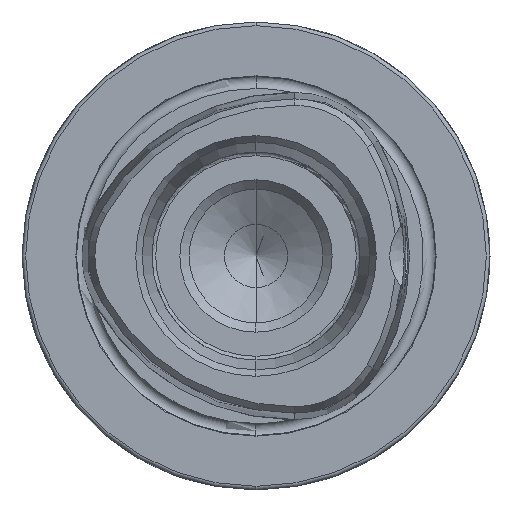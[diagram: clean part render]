
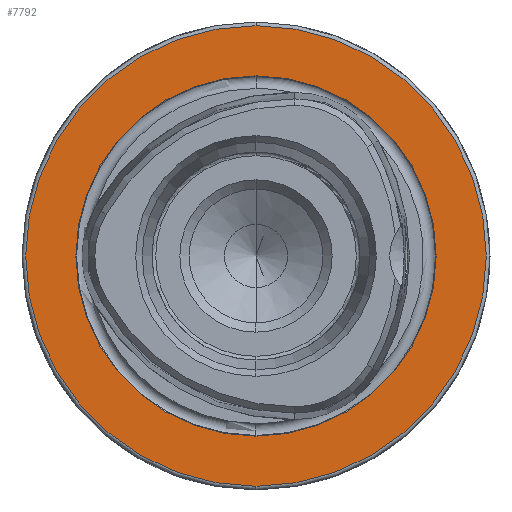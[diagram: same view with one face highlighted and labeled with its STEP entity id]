
A CAD part, left-side view. The second image highlights one B-rep face of the part: STEP entity #7792.
In plain terms, the highlighted planar face has unit normal (-1, 0, 0).
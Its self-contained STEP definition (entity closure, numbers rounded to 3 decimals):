
#364 = FACE_OUTER_BOUND ( 'NONE', #9007, .T. ) ;
#378 = FACE_BOUND ( 'NONE', #9060, .T. ) ;
#1253 = DIRECTION ( 'NONE',  ( 0., 0., -1. ) ) ;
#1255 = DIRECTION ( 'NONE',  ( 1., 0., 0. ) ) ;
#1258 = PLANE ( 'NONE',  #3947 ) ;
#1263 = CARTESIAN_POINT ( 'NONE',  ( 0., 24.25, 0. ) ) ;
#1698 = DIRECTION ( 'NONE',  ( 0., 0., 1. ) ) ;
#1699 = DIRECTION ( 'NONE',  ( -1., 0., 0. ) ) ;
#1701 = CARTESIAN_POINT ( 'NONE',  ( 0., 0., 0. ) ) ;
#1703 = DIRECTION ( 'NONE',  ( 0., 0., 1. ) ) ;
#1704 = DIRECTION ( 'NONE',  ( -1., 0., 0. ) ) ;
#1705 = CARTESIAN_POINT ( 'NONE',  ( 0., 0., 0. ) ) ;
#2020 = DIRECTION ( 'NONE',  ( 0., 0., 1. ) ) ;
#2029 = DIRECTION ( 'NONE',  ( -1., 0., 0. ) ) ;
#2031 = CARTESIAN_POINT ( 'NONE',  ( 0., 0., 0. ) ) ;
#2104 = DIRECTION ( 'NONE',  ( 0., 0., 1. ) ) ;
#2111 = DIRECTION ( 'NONE',  ( -1., 0., 0. ) ) ;
#2123 = CARTESIAN_POINT ( 'NONE',  ( 0., 0., 0. ) ) ;
#2579 = CARTESIAN_POINT ( 'NONE',  ( 0., 0., -24.25 ) ) ;
#2670 = CARTESIAN_POINT ( 'NONE',  ( 0., 0., 31. ) ) ;
#2859 = CIRCLE ( 'NONE', #6006, 24.25 ) ;
#2861 = CIRCLE ( 'NONE', #6005, 31. ) ;
#3670 = VERTEX_POINT ( 'NONE', #5099 ) ;
#3850 = VERTEX_POINT ( 'NONE', #5003 ) ;
#3947 = AXIS2_PLACEMENT_3D ( 'NONE', #1263, #1255, #1253 ) ;
#5003 = CARTESIAN_POINT ( 'NONE',  ( 0., 0., 24.25 ) ) ;
#5099 = CARTESIAN_POINT ( 'NONE',  ( 0., 0., -31. ) ) ;
#5473 = EDGE_CURVE ( 'NONE', #8886, #3850, #9610, .T. ) ;
#5477 = EDGE_CURVE ( 'NONE', #9222, #3670, #9603, .T. ) ;
#5745 = EDGE_CURVE ( 'NONE', #3670, #9222, #2861, .T. ) ;
#5746 = EDGE_CURVE ( 'NONE', #3850, #8886, #2859, .T. ) ;
#5964 = AXIS2_PLACEMENT_3D ( 'NONE', #2123, #2111, #2104 ) ;
#5967 = AXIS2_PLACEMENT_3D ( 'NONE', #2031, #2029, #2020 ) ;
#6005 = AXIS2_PLACEMENT_3D ( 'NONE', #1705, #1704, #1703 ) ;
#6006 = AXIS2_PLACEMENT_3D ( 'NONE', #1701, #1699, #1698 ) ;
#7792 = ADVANCED_FACE ( 'NONE', ( #378, #364 ), #1258, .F. ) ;
#8132 = ORIENTED_EDGE ( 'NONE', *, *, #5745, .T. ) ;
#8133 = ORIENTED_EDGE ( 'NONE', *, *, #5477, .T. ) ;
#8134 = ORIENTED_EDGE ( 'NONE', *, *, #5473, .F. ) ;
#8135 = ORIENTED_EDGE ( 'NONE', *, *, #5746, .F. ) ;
#8886 = VERTEX_POINT ( 'NONE', #2579 ) ;
#9007 = EDGE_LOOP ( 'NONE', ( #8133, #8132 ) ) ;
#9060 = EDGE_LOOP ( 'NONE', ( #8135, #8134 ) ) ;
#9222 = VERTEX_POINT ( 'NONE', #2670 ) ;
#9603 = CIRCLE ( 'NONE', #5967, 31. ) ;
#9610 = CIRCLE ( 'NONE', #5964, 24.25 ) ;
